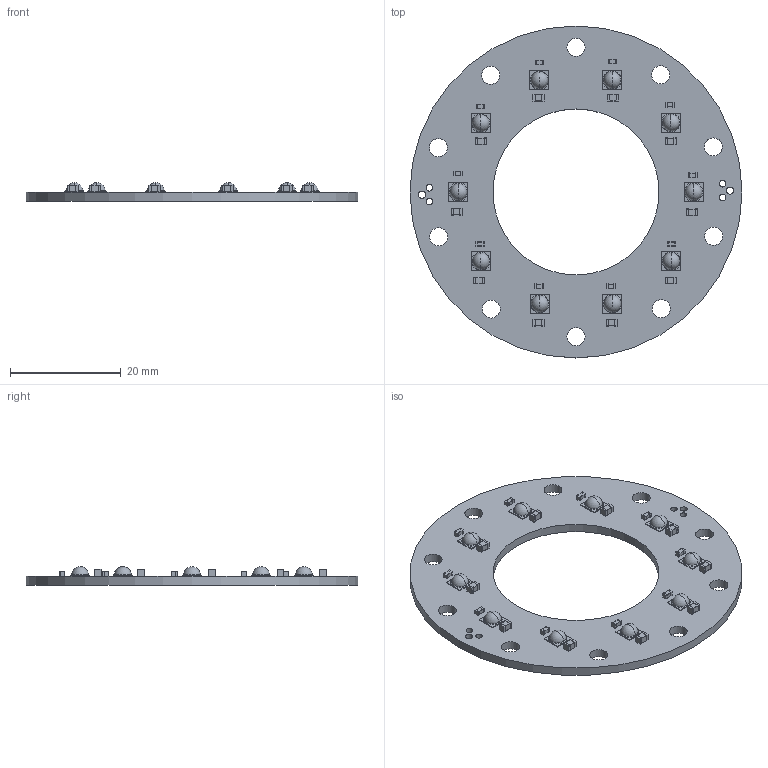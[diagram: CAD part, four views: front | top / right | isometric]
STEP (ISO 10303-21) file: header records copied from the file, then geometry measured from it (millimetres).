
FILE_DESCRIPTION(('KiCad electronic assembly'),'2;1');
FILE_NAME('ring_illuminator.step','2019-05-10T15:57:00',('An Author'),( 'A Company'),'Open CASCADE STEP processor 6.9', 'KiCad to STEP converter','Unknown');
FILE_SCHEMA(('AUTOMOTIVE_DESIGN { 1 0 10303 214 1 1 1 1 }'));
Length unit declared in the file: millimetre
Products named in the file (8): Open CASCADE STEP translator 6.9 1; C_0603_1608Metric; SOLID; C_0805_2012Metric; XLamp_XPG2_3D_STEP; COMPOUND
Assembly tree (34 placements, depth 3):
  Open CASCADE STEP translator 6.9 1
    C_0603_1608Metric  x10
      SOLID
    C_0805_2012Metric  x10
      SOLID
    XLamp_XPG2_3D_STEP  x10
      COMPOUND
    COMPOUND
Bounding box: 60 x 60 x 3.33 mm (x, y, z)
Volume: 3445.6 mm3; surface area: 5781.7 mm2
Topology: 91 solids, 91 shells, 1180 faces, 2854 edges, 1886 vertices
Faces by surface type: plane 802, cylinder 298, cone 40, torus 20, sphere 20
Full cylindrical faces by diameter (mm): 1.2 x4, 1.3 x2, 3.26 x10, 30 x1, 60 x1
Entity records: 9337 total; most frequent: CARTESIAN_POINT 1652, DIRECTION 1414, LINE 782, VECTOR 782, ORIENTED_EDGE 664, PCURVE 664, DEFINITIONAL_REPRESENTATION 664, EDGE_CURVE 332
